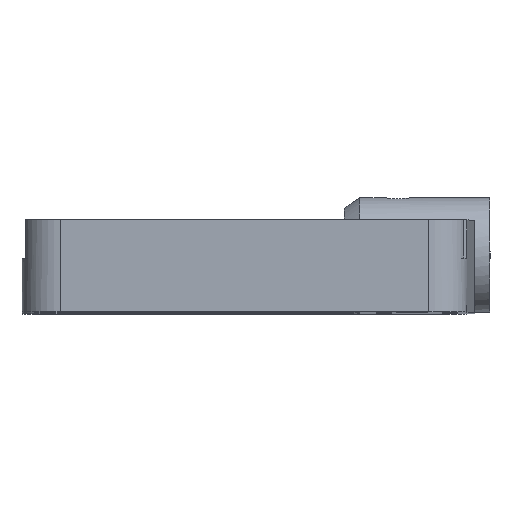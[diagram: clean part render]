
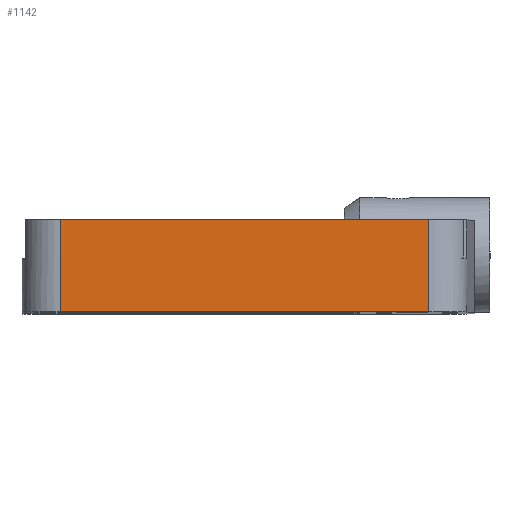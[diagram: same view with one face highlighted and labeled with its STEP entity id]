
A CAD part, top view. The second image highlights one B-rep face of the part: STEP entity #1142.
In plain terms, the highlighted planar face has unit normal (0, 0, 1).
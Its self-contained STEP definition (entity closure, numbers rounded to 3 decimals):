
#147 = LINE ( 'NONE', #6055, #2550 ) ;
#382 = EDGE_CURVE ( 'NONE', #1228, #6124, #3949, .T. ) ;
#445 = DIRECTION ( 'NONE',  ( 0., 1., 0. ) ) ;
#650 = CARTESIAN_POINT ( 'NONE',  ( -53., 0., 185. ) ) ;
#683 = PLANE ( 'NONE',  #1248 ) ;
#932 = EDGE_CURVE ( 'NONE', #6124, #2589, #147, .T. ) ;
#1142 = ADVANCED_FACE ( 'NONE', ( #3850 ), #683, .F. ) ;
#1174 = ORIENTED_EDGE ( 'NONE', *, *, #932, .T. ) ;
#1228 = VERTEX_POINT ( 'NONE', #650 ) ;
#1248 = AXIS2_PLACEMENT_3D ( 'NONE', #1801, #5667, #2353 ) ;
#1801 = CARTESIAN_POINT ( 'NONE',  ( 0., 0., 185. ) ) ;
#2187 = ORIENTED_EDGE ( 'NONE', *, *, #5598, .T. ) ;
#2353 = DIRECTION ( 'NONE',  ( 1., 0., 0. ) ) ;
#2530 = CARTESIAN_POINT ( 'NONE',  ( -5., 0., 185. ) ) ;
#2550 = VECTOR ( 'NONE', #4377, 1000. ) ;
#2589 = VERTEX_POINT ( 'NONE', #6528 ) ;
#2636 = CARTESIAN_POINT ( 'NONE',  ( -53., 0., 185. ) ) ;
#3064 = CARTESIAN_POINT ( 'NONE',  ( 0., 12., 185. ) ) ;
#3148 = CARTESIAN_POINT ( 'NONE',  ( 0., 0., 185. ) ) ;
#3290 = LINE ( 'NONE', #2636, #6402 ) ;
#3433 = VECTOR ( 'NONE', #5920, 1000. ) ;
#3802 = EDGE_CURVE ( 'NONE', #1228, #4718, #3290, .T. ) ;
#3850 = FACE_OUTER_BOUND ( 'NONE', #6060, .T. ) ;
#3949 = LINE ( 'NONE', #3148, #3433 ) ;
#3967 = LINE ( 'NONE', #3064, #6551 ) ;
#4377 = DIRECTION ( 'NONE',  ( 0., 1., 0. ) ) ;
#4718 = VERTEX_POINT ( 'NONE', #6645 ) ;
#4941 = ORIENTED_EDGE ( 'NONE', *, *, #382, .T. ) ;
#5598 = EDGE_CURVE ( 'NONE', #2589, #4718, #3967, .T. ) ;
#5667 = DIRECTION ( 'NONE',  ( 0., 0., -1. ) ) ;
#5768 = DIRECTION ( 'NONE',  ( -1., 0., 0. ) ) ;
#5920 = DIRECTION ( 'NONE',  ( 1., 0., 0. ) ) ;
#6055 = CARTESIAN_POINT ( 'NONE',  ( -5., 0., 185. ) ) ;
#6060 = EDGE_LOOP ( 'NONE', ( #4941, #1174, #2187, #6418 ) ) ;
#6124 = VERTEX_POINT ( 'NONE', #2530 ) ;
#6402 = VECTOR ( 'NONE', #445, 1000. ) ;
#6418 = ORIENTED_EDGE ( 'NONE', *, *, #3802, .F. ) ;
#6528 = CARTESIAN_POINT ( 'NONE',  ( -5., 12., 185. ) ) ;
#6551 = VECTOR ( 'NONE', #5768, 1000. ) ;
#6645 = CARTESIAN_POINT ( 'NONE',  ( -53., 12., 185. ) ) ;
